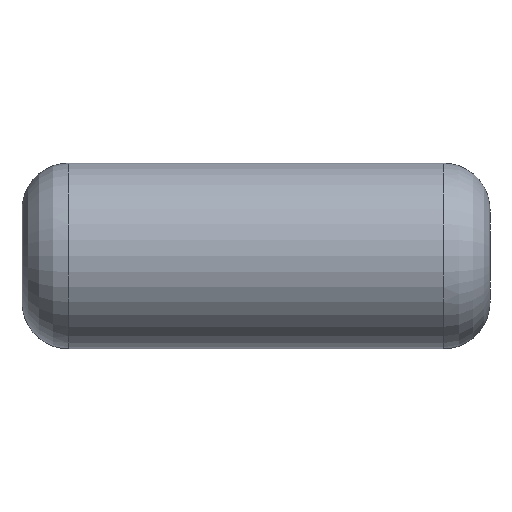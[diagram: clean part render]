
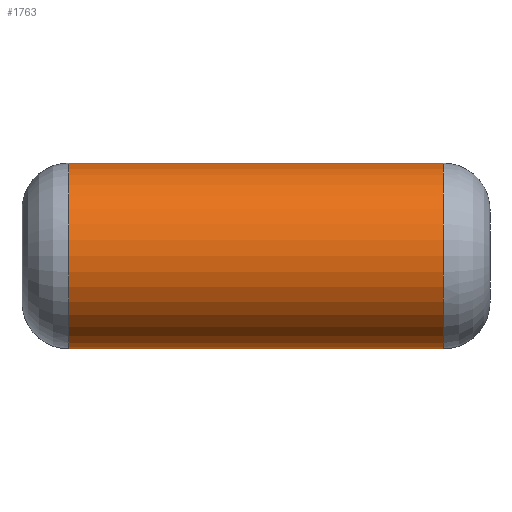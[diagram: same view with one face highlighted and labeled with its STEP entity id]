
A CAD part, top view. The second image highlights one B-rep face of the part: STEP entity #1763.
In plain terms, the highlighted cylindrical face has radius 2.5 mm (diameter 5 mm), a partial arc.
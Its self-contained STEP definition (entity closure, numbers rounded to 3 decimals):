
#1358=CARTESIAN_POINT('',(5.04,2.5,10.9));
#1359=VERTEX_POINT('',#1358);
#1408=CARTESIAN_POINT('',(-5.04,2.5,10.9));
#1409=VERTEX_POINT('',#1408);
#1530=CARTESIAN_POINT('',(5.04,-2.5,10.9));
#1531=VERTEX_POINT('',#1530);
#1603=CARTESIAN_POINT('',(-0.0,2.5,10.9));
#1604=DIRECTION('',(-1.0,0.0,0.0));
#1605=VECTOR('',#1604,1.0);
#1606=LINE('',#1603,#1605);
#1607=EDGE_CURVE('n� 72',#1359,#1409,#1606,.T.);
#1662=CARTESIAN_POINT('',(-5.04,-2.5,10.9));
#1663=VERTEX_POINT('',#1662);
#1687=CARTESIAN_POINT('',(0.0,-2.5,10.9));
#1688=DIRECTION('',(1.0,-0.0,0.0));
#1689=VECTOR('',#1688,1.0);
#1690=LINE('',#1687,#1689);
#1691=EDGE_CURVE('n� 10',#1663,#1531,#1690,.T.);
#1708=CARTESIAN_POINT('',(5.04,-0.0,10.9));
#1709=DIRECTION('',(-1.0,-0.0,-0.0));
#1710=DIRECTION('',(0.0,1.0,0.0));
#1711=AXIS2_PLACEMENT_3D('',#1708,#1709,#1710);
#1712=CIRCLE('',#1711,2.5);
#1713=EDGE_CURVE('n� 14',#1531,#1359,#1712,.T.);
#1729=CARTESIAN_POINT('',(-5.04,-0.0,10.9));
#1730=DIRECTION('',(1.0,0.0,0.0));
#1731=DIRECTION('',(0.0,1.0,0.0));
#1732=AXIS2_PLACEMENT_3D('',#1729,#1730,#1731);
#1733=CIRCLE('',#1732,2.5);
#1734=EDGE_CURVE('n� 21',#1409,#1663,#1733,.T.);
#1752=ORIENTED_EDGE('',*,*,#1713,.T.);
#1753=ORIENTED_EDGE('',*,*,#1607,.T.);
#1754=ORIENTED_EDGE('',*,*,#1734,.T.);
#1755=ORIENTED_EDGE('',*,*,#1691,.T.);
#1756=EDGE_LOOP('',(#1752,#1753,#1754,#1755));
#1757=FACE_OUTER_BOUND('',#1756,.T.);
#1758=CARTESIAN_POINT('',(0.0,-0.0,10.9));
#1759=DIRECTION('',(1.0,0.0,0.0));
#1760=DIRECTION('',(0.0,1.0,0.0));
#1761=AXIS2_PLACEMENT_3D('',#1758,#1759,#1760);
#1762=CYLINDRICAL_SURFACE('',#1761,2.5);
#1763=ADVANCED_FACE('n� 2',(#1757),#1762,.T.);
